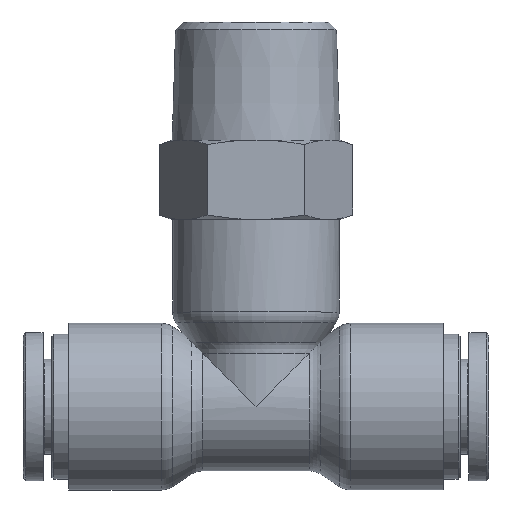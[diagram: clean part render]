
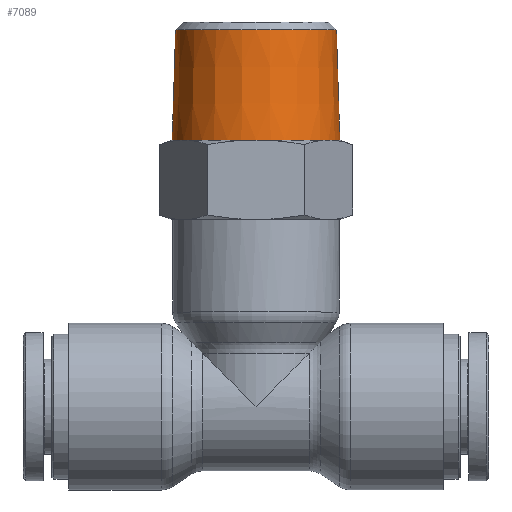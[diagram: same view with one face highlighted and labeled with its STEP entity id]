
A CAD part, top view. The second image highlights one B-rep face of the part: STEP entity #7089.
In plain terms, the highlighted conical face has half-angle 1.754 degrees and reference radius 8.316 mm.
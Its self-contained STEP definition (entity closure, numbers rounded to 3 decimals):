
#6588=CARTESIAN_POINT('',(-21.1,-7.361,4.25));
#6589=VERTEX_POINT('',#6588);
#6596=CARTESIAN_POINT('',(-21.1,-7.361,-4.25));
#6597=VERTEX_POINT('',#6596);
#6598=CARTESIAN_POINT('',(-21.1,0.,0.0));
#6599=DIRECTION('',(1.0,0.0,0.0));
#6600=DIRECTION('',(0.0,1.0,0.0));
#6601=AXIS2_PLACEMENT_3D('',#6598,#6599,#6600);
#6602=CIRCLE('',#6601,8.5);
#6603=EDGE_CURVE('',#6589,#6597,#6602,.T.);
#6626=CARTESIAN_POINT('',(-21.1,0.,-8.5));
#6627=VERTEX_POINT('',#6626);
#6628=CARTESIAN_POINT('',(-21.1,0.,0.0));
#6629=DIRECTION('',(1.0,0.0,0.0));
#6630=DIRECTION('',(0.0,1.0,0.0));
#6631=AXIS2_PLACEMENT_3D('',#6628,#6629,#6630);
#6632=CIRCLE('',#6631,8.5);
#6633=EDGE_CURVE('',#6597,#6627,#6632,.T.);
#6656=CARTESIAN_POINT('',(-21.1,7.361,-4.25));
#6657=VERTEX_POINT('',#6656);
#6658=CARTESIAN_POINT('',(-21.1,0.,0.0));
#6659=DIRECTION('',(1.0,0.0,0.0));
#6660=DIRECTION('',(0.0,1.0,0.0));
#6661=AXIS2_PLACEMENT_3D('',#6658,#6659,#6660);
#6662=CIRCLE('',#6661,8.5);
#6663=EDGE_CURVE('',#6627,#6657,#6662,.T.);
#6680=CARTESIAN_POINT('',(-21.1,7.361,4.25));
#6681=VERTEX_POINT('',#6680);
#6688=CARTESIAN_POINT('',(-21.1,0.,8.5));
#6689=VERTEX_POINT('',#6688);
#6690=CARTESIAN_POINT('',(-21.1,0.,0.0));
#6691=DIRECTION('',(1.0,0.0,0.0));
#6692=DIRECTION('',(0.0,1.0,0.0));
#6693=AXIS2_PLACEMENT_3D('',#6690,#6691,#6692);
#6694=CIRCLE('',#6693,8.5);
#6695=EDGE_CURVE('',#6681,#6689,#6694,.T.);
#7049=CARTESIAN_POINT('',(-32.3,8.157,0.));
#7050=VERTEX_POINT('',#7049);
#7051=CARTESIAN_POINT('',(-32.3,0.,0.));
#7052=DIRECTION('',(-1.0,0.0,0.0));
#7053=DIRECTION('',(0.0,-1.0,0.0));
#7054=AXIS2_PLACEMENT_3D('',#7051,#7052,#7053);
#7055=CIRCLE('',#7054,8.157);
#7056=EDGE_CURVE('',#7050,#7050,#7055,.T.);
#7061=CARTESIAN_POINT('',(-27.1,0.,0.0));
#7062=DIRECTION('',(1.0,0.,0.0));
#7063=DIRECTION('',(0.0,1.0,0.0));
#7064=AXIS2_PLACEMENT_3D('',#7061,#7062,#7063);
#7065=CONICAL_SURFACE('',#7064,8.316,1.754);
#7066=CARTESIAN_POINT('',(-21.1,0.,0.0));
#7067=DIRECTION('',(1.0,0.0,0.0));
#7068=DIRECTION('',(0.0,1.0,0.0));
#7069=AXIS2_PLACEMENT_3D('',#7066,#7067,#7068);
#7070=CIRCLE('',#7069,8.5);
#7071=EDGE_CURVE('',#6657,#6681,#7070,.T.);
#7072=ORIENTED_EDGE('',*,*,#7071,.F.);
#7073=ORIENTED_EDGE('',*,*,#6663,.F.);
#7074=ORIENTED_EDGE('',*,*,#6633,.F.);
#7075=ORIENTED_EDGE('',*,*,#6603,.F.);
#7076=CARTESIAN_POINT('',(-21.1,0.,0.0));
#7077=DIRECTION('',(1.0,0.0,0.0));
#7078=DIRECTION('',(0.0,1.0,0.0));
#7079=AXIS2_PLACEMENT_3D('',#7076,#7077,#7078);
#7080=CIRCLE('',#7079,8.5);
#7081=EDGE_CURVE('',#6689,#6589,#7080,.T.);
#7082=ORIENTED_EDGE('',*,*,#7081,.F.);
#7083=ORIENTED_EDGE('',*,*,#6695,.F.);
#7084=EDGE_LOOP('',(#7072,#7073,#7074,#7075,#7082,#7083));
#7085=FACE_OUTER_BOUND('',#7084,.T.);
#7086=ORIENTED_EDGE('',*,*,#7056,.F.);
#7087=EDGE_LOOP('',(#7086));
#7088=FACE_BOUND('',#7087,.T.);
#7089=ADVANCED_FACE('',(#7085,#7088),#7065,.T.);
